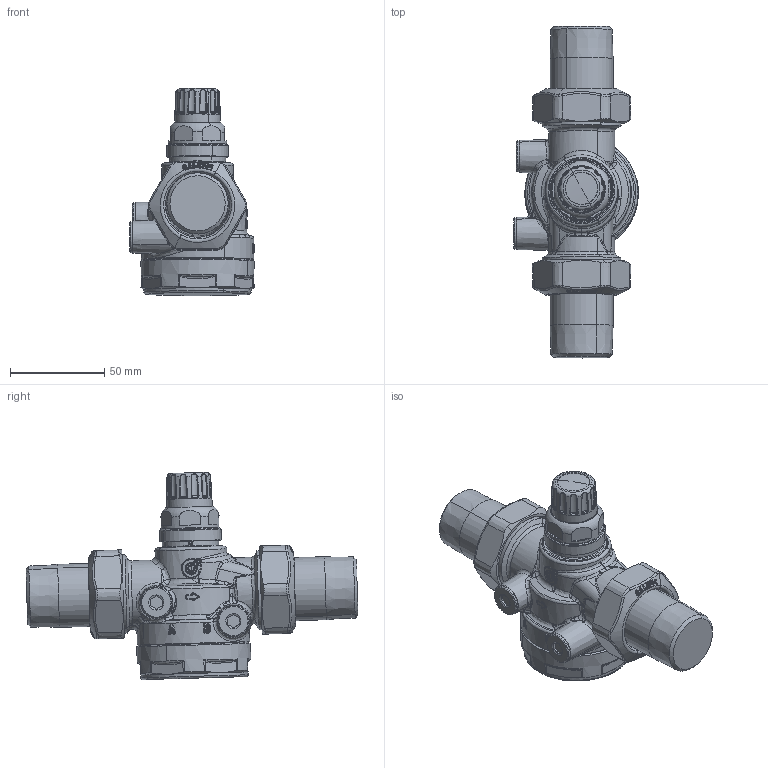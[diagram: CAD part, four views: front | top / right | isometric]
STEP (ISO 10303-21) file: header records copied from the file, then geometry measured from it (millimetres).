
FILE_DESCRIPTION(('CATIA V5 STEP Exchange','CAx-IF Rec.Pracs.--- Model Styling and Organization---1.5--- 2016-08-15','CAx-IF Rec.Pracs.---Supplemental Geometry---1.0---2011-11-01','CAx-IF Rec.Pracs.--- Composite Materials ---3.4---2017-06-13','CAx-IF Rec.Pracs.---Tessellated 3D Geometry---1.0---2015-12-17'),'2;1');
FILE_NAME('STEP_145660_3H0_-_TST.stp','2025-12-09T12:35:40+00:00',('none'),('none'),'CATIA Version 5-6 Release 2020 SP5','CATIA V5 STEP AP242 v2','none');
FILE_SCHEMA(('AP242_MANAGED_MODEL_BASED_3D_ENGINEERING_MIM_LF {1 0 10303 442 1 1 4}'));
Products named in the file (1): 145660 3H0 - TST
Bounding box: 66.12 x 175.76 x 109.71 mm (x, y, z)
Volume: 314167.7 mm3; surface area: 54816.5 mm2
Topology: 1 solids, 5 shells, 2737 faces, 6354 edges, 3426 vertices
Faces by surface type: bspline 1885, cylinder 259, sphere 197, cone 142, plane 139, torus 101, revolution 14
Entity records: 183325 total; most frequent: CARTESIAN_POINT 139804, ORIENTED_EDGE 12222, EDGE_CURVE 6111, B_SPLINE_CURVE_WITH_KNOTS 4898, VERTEX_POINT 3426, EDGE_LOOP 2781, ADVANCED_FACE 2737, FACE_OUTER_BOUND 2737
